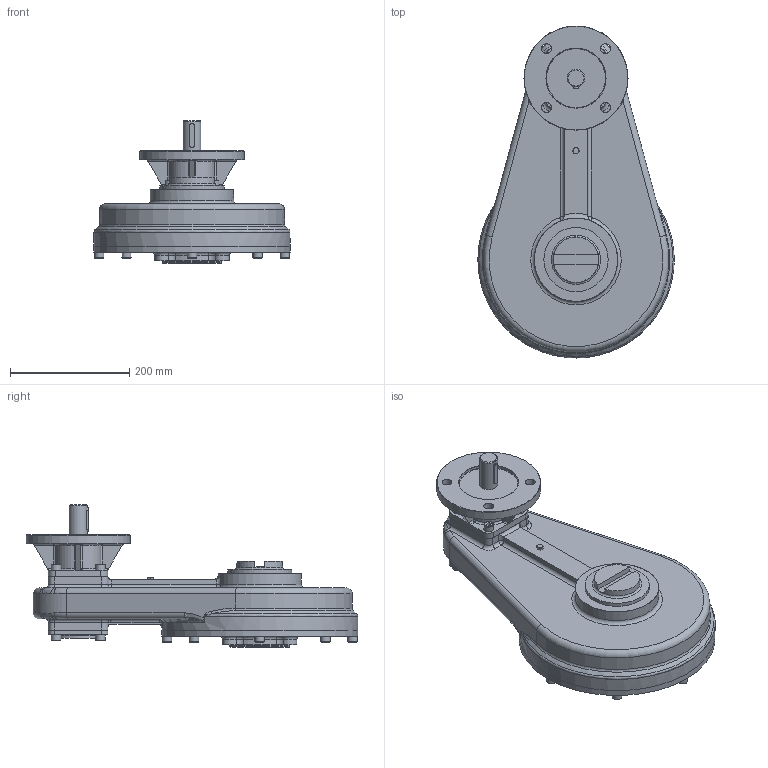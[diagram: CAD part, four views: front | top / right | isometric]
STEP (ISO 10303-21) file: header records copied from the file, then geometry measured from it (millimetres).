
FILE_DESCRIPTION( ( 'Unknown' ), '1' );
FILE_NAME( 'PUBIS6-F14-F14_simplified.stp', 'Unknown', ( 'Unknown' ), ( 'Unknown' ), 'PSStep 15.0.49', 'Unknown', ' ' );
FILE_SCHEMA( ( 'AUTOMOTIVE_DESIGN { 1 0 10303 214 1 1 1 1 }' ) );
Length unit declared in the file: millimetre
Products named in the file (27): 1; 2; 3; 4; 5; 6; 7; 8; 9; 10; 11; 12; 13; 14; 15; 16; 17; 18; 19; 20; 21; 22; 23; 24; 25; 26; 27
Bounding box: 330 x 557.6 x 239.65 mm (x, y, z)
Surface area: 528917.9 mm2 (no closed solid volume)
Topology: 0 solids, 474 shells, 474 faces, 2151 edges, 2056 vertices
Faces by surface type: plane 209, cylinder 135, torus 42, cone 35, bspline 33, sphere 20
Full cylindrical faces by diameter (mm): 13.835 x4, 16 x16, 16.5 x4, 30 x2, 70 x1, 80 x1, 100 x2, 107.95 x1, 110 x1, 140 x1, 175 x1, 330 x2
Entity records: 30012 total; most frequent: CARTESIAN_POINT 9754, DIRECTION 3629, VERTEX_POINT 2021, ORIENTED_EDGE 2017, EDGE_CURVE 2017, AXIS2_PLACEMENT_3D 1288, LINE 1053, VECTOR 1053
